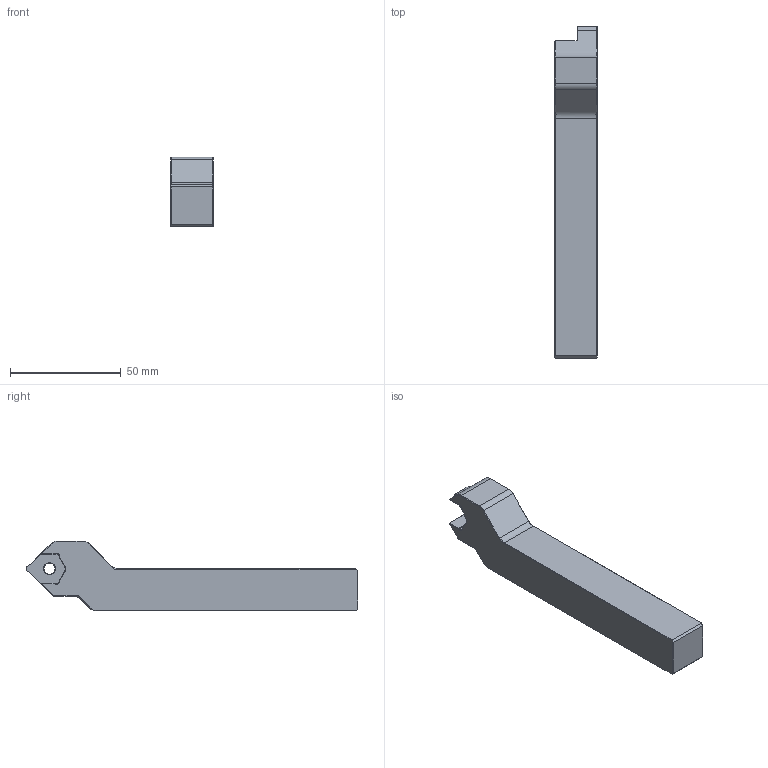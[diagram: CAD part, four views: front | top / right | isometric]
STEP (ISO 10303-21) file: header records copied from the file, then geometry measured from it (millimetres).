
FILE_DESCRIPTION (( 'STEP AP203' ), '1' );
FILE_NAME ('UTE-3_4''''-DX.STEP', '2023-07-17T08:25:10', ( 'TECNICO' ), ( '' ), 'SwSTEP 2.0', 'SolidWorks 2020', '' );
FILE_SCHEMA (( 'CONFIG_CONTROL_DESIGN' ));
Length unit declared in the file: millimetre
Products named in the file (1): UTE-3_4''''-DX
Bounding box: 19.05 x 150 x 31.55 mm (x, y, z)
Volume: 54265.4 mm3; surface area: 12429.4 mm2
Topology: 1 solids, 1 shells, 83 faces, 206 edges, 125 vertices
Faces by surface type: plane 46, cone 20, cylinder 17
Entity records: 2497 total; most frequent: CARTESIAN_POINT 445, DIRECTION 414, ORIENTED_EDGE 412, EDGE_CURVE 206, LINE 146, VECTOR 146, AXIS2_PLACEMENT_3D 134, VERTEX_POINT 125
